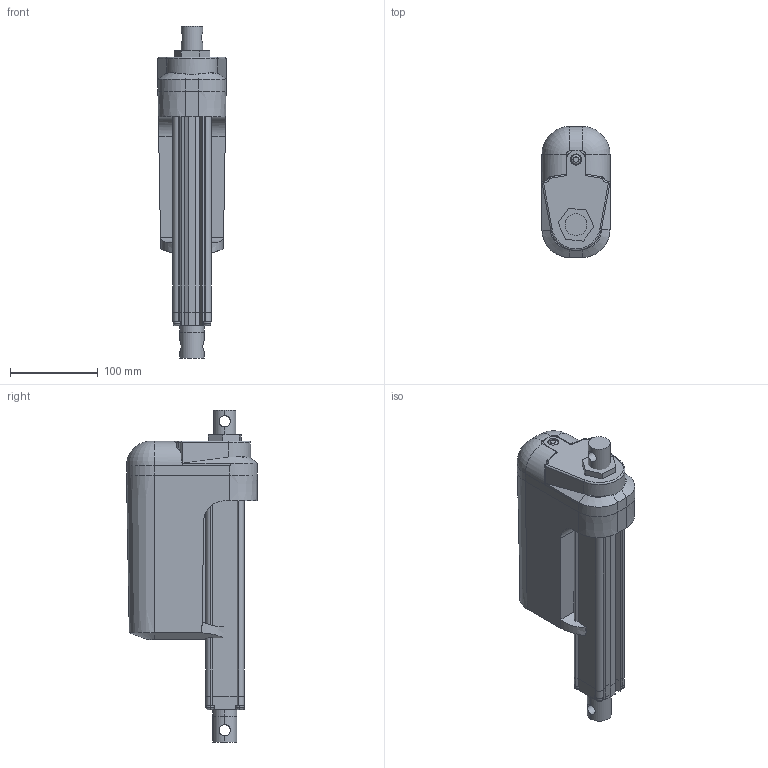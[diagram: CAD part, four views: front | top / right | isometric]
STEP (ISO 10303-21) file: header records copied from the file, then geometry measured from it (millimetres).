
FILE_DESCRIPTION (( 'STEP AP214' ), '1' );
FILE_NAME ('PA-13-6.STEP', '2017-07-10T20:20:28', ( '' ), ( '' ), 'SwSTEP 2.0', 'SolidWorks 2017', '' );
FILE_SCHEMA (( 'AUTOMOTIVE_DESIGN' ));
Length unit declared in the file: inch
Products named in the file (1): PA-13-6
Bounding box: 77.72 x 149.35 x 378.59 mm (x, y, z)
Volume: 2108782.3 mm3; surface area: 197212.3 mm2
Topology: 12 solids, 12 shells, 235 faces, 604 edges, 392 vertices
Faces by surface type: plane 134, cylinder 69, torus 17, cone 15
Entity records: 7830 total; most frequent: CARTESIAN_POINT 1986, ORIENTED_EDGE 1208, DIRECTION 1153, EDGE_CURVE 604, AXIS2_PLACEMENT_3D 397, VERTEX_POINT 392, LINE 359, VECTOR 359
